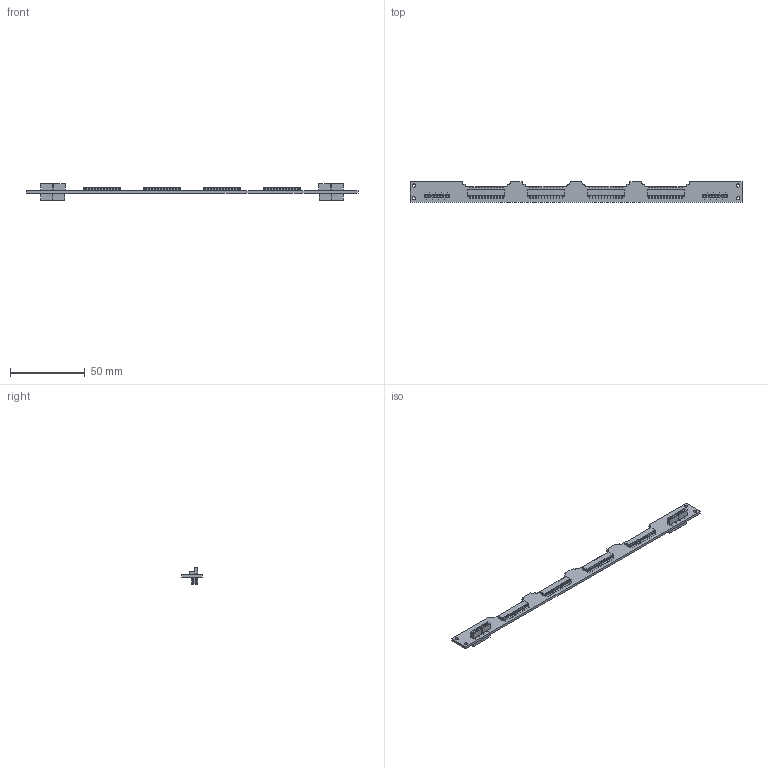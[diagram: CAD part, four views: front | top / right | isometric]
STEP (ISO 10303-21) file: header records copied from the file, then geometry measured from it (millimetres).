
FILE_DESCRIPTION(('KiCad electronic assembly'),'2;1');
FILE_NAME('four-by-four_crossbar.step','2020-09-21T13:56:08',( 'An Author'),('A Company'),'Open CASCADE STEP processor 7.4', 'KiCad to STEP converter','Unknown');
FILE_SCHEMA(('AUTOMOTIVE_DESIGN { 1 0 10303 214 1 1 1 1 }'));
Length unit declared in the file: millimetre
Products named in the file (8): Open CASCADE STEP translator 7.4 1; PinSocket_2x04_P2.00mm_Vertical_SMD; SOLID; PinSocket_1x04_P2.00mm_Vertical_SMD_Pin1Left; MMS-112-02-L-SH; COMPOUND
Assembly tree (16 placements, depth 3):
  Open CASCADE STEP translator 7.4 1
    PinSocket_2x04_P2.00mm_Vertical_SMD  x4
      SOLID
    PinSocket_1x04_P2.00mm_Vertical_SMD_Pin1Left  x4
      SOLID
    MMS-112-02-L-SH  x4
      COMPOUND
    COMPOUND
Bounding box: 222 x 13.4 x 11.1 mm (x, y, z)
Volume: 5763.5 mm3; surface area: 10408.5 mm2
Topology: 17 solids, 17 shells, 3178 faces, 8424 edges, 5424 vertices
Faces by surface type: plane 3014, cylinder 164
Full cylindrical faces by diameter (mm): 2.2 x4
Entity records: 57987 total; most frequent: CARTESIAN_POINT 9327, DIRECTION 8468, LINE 6470, VECTOR 6470, ORIENTED_EDGE 4464, PCURVE 4464, DEFINITIONAL_REPRESENTATION 4464, EDGE_CURVE 2232
